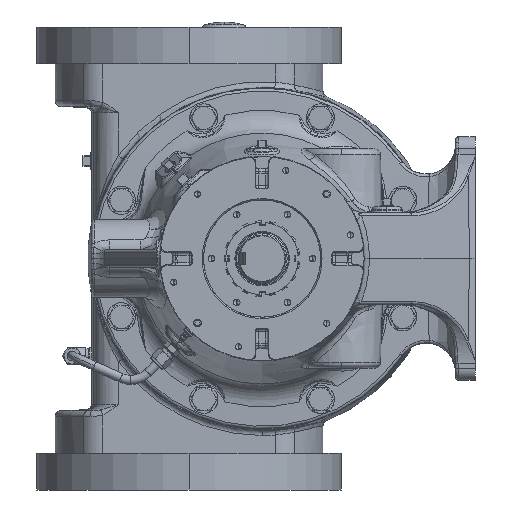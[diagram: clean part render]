
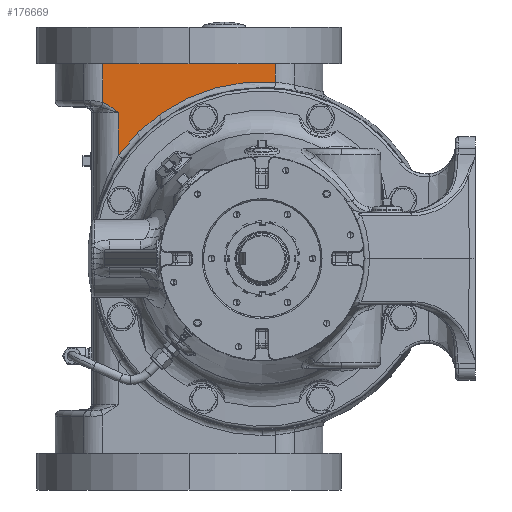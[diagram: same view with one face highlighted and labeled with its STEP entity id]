
A CAD part, left-side view. The second image highlights one B-rep face of the part: STEP entity #176669.
In plain terms, the highlighted planar face has unit normal (-1, 0, 0).
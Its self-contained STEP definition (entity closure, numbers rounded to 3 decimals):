
#453 = VECTOR ( 'NONE', #233923, 39.37 ) ;
#11113 = VERTEX_POINT ( 'NONE', #241281 ) ;
#15322 = ORIENTED_EDGE ( 'NONE', *, *, #110359, .F. ) ;
#16627 = CARTESIAN_POINT ( 'NONE',  ( 0.865, 5.965, 6.042 ) ) ;
#18766 = EDGE_CURVE ( 'NONE', #36215, #240837, #132572, .T. ) ;
#18961 = VERTEX_POINT ( 'NONE', #97229 ) ;
#22087 = DIRECTION ( 'NONE',  ( 1., 0., 0. ) ) ;
#23479 = DIRECTION ( 'NONE',  ( 0., 0., -1. ) ) ;
#27183 = PLANE ( 'NONE',  #156701 ) ;
#27377 = ORIENTED_EDGE ( 'NONE', *, *, #231693, .T. ) ;
#29145 = VERTEX_POINT ( 'NONE', #113707 ) ;
#29962 = EDGE_CURVE ( 'NONE', #18961, #73591, #97744, .T. ) ;
#31650 = CARTESIAN_POINT ( 'NONE',  ( 0.865, 6.259, 6.265 ) ) ;
#36215 = VERTEX_POINT ( 'NONE', #187567 ) ;
#38654 = CARTESIAN_POINT ( 'NONE',  ( 0.865, -0.429, 8. ) ) ;
#39004 = CARTESIAN_POINT ( 'NONE',  ( 0.865, 5.902, 8. ) ) ;
#43175 = CARTESIAN_POINT ( 'NONE',  ( 0.865, 5.902, 8.362 ) ) ;
#50440 = CARTESIAN_POINT ( 'NONE',  ( 0.865, 6.154, 6.191 ) ) ;
#50679 = ORIENTED_EDGE ( 'NONE', *, *, #187931, .T. ) ;
#52921 = CARTESIAN_POINT ( 'NONE',  ( 0.865, 5.902, 5.991 ) ) ;
#55953 = DIRECTION ( 'NONE',  ( 0., 0., -1. ) ) ;
#73083 = ORIENTED_EDGE ( 'NONE', *, *, #165287, .T. ) ;
#73591 = VERTEX_POINT ( 'NONE', #38654 ) ;
#74735 = VECTOR ( 'NONE', #215371, 39.37 ) ;
#79484 = DIRECTION ( 'NONE',  ( 0., 0., -1. ) ) ;
#79572 = AXIS2_PLACEMENT_3D ( 'NONE', #95928, #22087, #55953 ) ;
#79805 = CARTESIAN_POINT ( 'NONE',  ( 0.865, 5.902, 8.362 ) ) ;
#79984 = CARTESIAN_POINT ( 'NONE',  ( 0.865, 6.543, 8.74 ) ) ;
#80016 = ORIENTED_EDGE ( 'NONE', *, *, #29962, .F. ) ;
#84614 = ORIENTED_EDGE ( 'NONE', *, *, #18766, .T. ) ;
#84945 = EDGE_CURVE ( 'NONE', #162176, #11113, #216084, .T. ) ;
#91660 = CARTESIAN_POINT ( 'NONE',  ( 0.865, 6.313, 6.299 ) ) ;
#92931 = CARTESIAN_POINT ( 'NONE',  ( 0.865, -0.543, 8. ) ) ;
#95535 = CARTESIAN_POINT ( 'NONE',  ( 0.865, 5.902, 8. ) ) ;
#95705 = DIRECTION ( 'NONE',  ( 0., -1., 0. ) ) ;
#95928 = CARTESIAN_POINT ( 'NONE',  ( 0.865, 0., 0. ) ) ;
#97167 = CARTESIAN_POINT ( 'NONE',  ( 0.865, 6.543, 6.413 ) ) ;
#97229 = CARTESIAN_POINT ( 'NONE',  ( 0.865, 6.429, 8. ) ) ;
#97744 = LINE ( 'NONE', #39004, #453 ) ;
#99771 = DIRECTION ( 'NONE',  ( 1., 0., 0. ) ) ;
#101897 = LINE ( 'NONE', #43175, #104507 ) ;
#104507 = VECTOR ( 'NONE', #79484, 39.37 ) ;
#109161 = CARTESIAN_POINT ( 'NONE',  ( 0.865, 5.927, 6.011 ) ) ;
#110359 = EDGE_CURVE ( 'NONE', #36215, #18961, #205714, .T. ) ;
#113707 = CARTESIAN_POINT ( 'NONE',  ( 0.865, 5.902, 5.991 ) ) ;
#115510 = LINE ( 'NONE', #95535, #74735 ) ;
#118642 = DIRECTION ( 'NONE',  ( 0., 0., -1. ) ) ;
#129909 = ORIENTED_EDGE ( 'NONE', *, *, #84945, .F. ) ;
#132572 = LINE ( 'NONE', #79984, #197798 ) ;
#141030 = EDGE_CURVE ( 'NONE', #73591, #162176, #115510, .T. ) ;
#147902 = CARTESIAN_POINT ( 'NONE',  ( 0.865, 5.915, 6.001 ) ) ;
#151452 = CIRCLE ( 'NONE', #79572, 7.263 ) ;
#156701 = AXIS2_PLACEMENT_3D ( 'NONE', #79805, #99771, #23479 ) ;
#159737 = CARTESIAN_POINT ( 'NONE',  ( 0.865, 5.902, 4.233 ) ) ;
#162176 = VERTEX_POINT ( 'NONE', #92931 ) ;
#165287 = EDGE_CURVE ( 'NONE', #240837, #29145, #206570, .T. ) ;
#165399 = CARTESIAN_POINT ( 'NONE',  ( 0.865, 5.946, 6.027 ) ) ;
#169462 = CARTESIAN_POINT ( 'NONE',  ( 0.865, 5.902, 8. ) ) ;
#173728 = DIRECTION ( 'NONE',  ( 0., 0., -1. ) ) ;
#176669 = ADVANCED_FACE ( 'Defeatured_0_2363', ( #177223 ), #27183, .F. ) ;
#177223 = FACE_OUTER_BOUND ( 'NONE', #189749, .T. ) ;
#177340 = CARTESIAN_POINT ( 'NONE',  ( 0.865, -0.543, 8.74 ) ) ;
#182927 = CARTESIAN_POINT ( 'NONE',  ( 0.865, 6.002, 6.073 ) ) ;
#187138 = VECTOR ( 'NONE', #95705, 39.37 ) ;
#187567 = CARTESIAN_POINT ( 'NONE',  ( 0.865, 6.543, 8. ) ) ;
#187931 = EDGE_CURVE ( 'NONE', #233525, #11113, #151452, .T. ) ;
#189749 = EDGE_LOOP ( 'NONE', ( #15322, #84614, #73083, #27377, #50679, #129909, #194233, #80016 ) ) ;
#194233 = ORIENTED_EDGE ( 'NONE', *, *, #141030, .F. ) ;
#195673 = VECTOR ( 'NONE', #118642, 39.37 ) ;
#197798 = VECTOR ( 'NONE', #173728, 39.37 ) ;
#201667 = CARTESIAN_POINT ( 'NONE',  ( 0.865, 5.909, 5.996 ) ) ;
#205353 = CARTESIAN_POINT ( 'NONE',  ( 0.865, 6.543, 6.413 ) ) ;
#205714 = LINE ( 'NONE', #169462, #187138 ) ;
#206570 = B_SPLINE_CURVE_WITH_KNOTS ( 'NONE', 3,
 ( #205353, #225411, #242938, #91660, #31650, #50440, #244165, #221692, #182927, #16627, #165399, #109161, #147902, #201667, #52921 ),
 .UNSPECIFIED., .F., .F.,
 ( 4, 2, 2, 2, 2, 1, 2, 4 ),
 ( 0., 0.005, 0.01, 0.015, 0.017, 0.018, 0.019, 0.019 ),
 .UNSPECIFIED. ) ;
#215371 = DIRECTION ( 'NONE',  ( 0., -1., 0. ) ) ;
#216084 = LINE ( 'NONE', #177340, #195673 ) ;
#221692 = CARTESIAN_POINT ( 'NONE',  ( 0.865, 6.027, 6.093 ) ) ;
#225411 = CARTESIAN_POINT ( 'NONE',  ( 0.865, 6.482, 6.39 ) ) ;
#231693 = EDGE_CURVE ( 'NONE', #29145, #233525, #101897, .T. ) ;
#233525 = VERTEX_POINT ( 'NONE', #159737 ) ;
#233923 = DIRECTION ( 'NONE',  ( 0., -1., 0. ) ) ;
#240837 = VERTEX_POINT ( 'NONE', #97167 ) ;
#241281 = CARTESIAN_POINT ( 'NONE',  ( 0.865, -0.543, 7.243 ) ) ;
#242938 = CARTESIAN_POINT ( 'NONE',  ( 0.865, 6.424, 6.361 ) ) ;
#244165 = CARTESIAN_POINT ( 'NONE',  ( 0.865, 6.103, 6.153 ) ) ;
